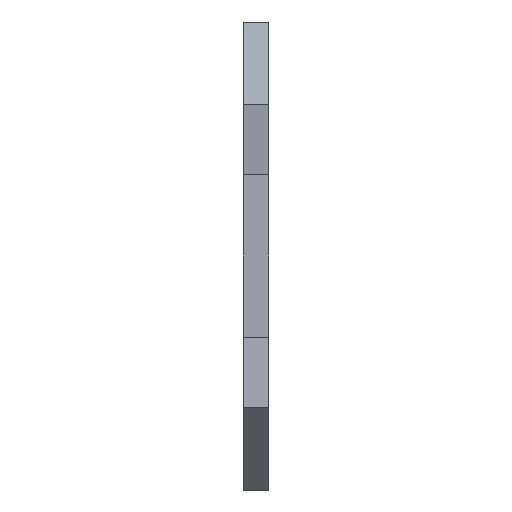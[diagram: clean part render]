
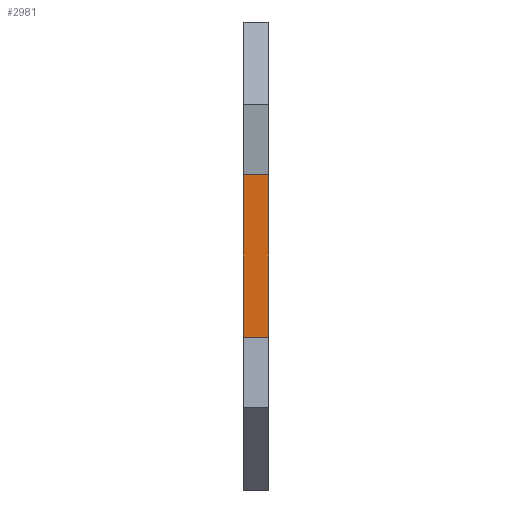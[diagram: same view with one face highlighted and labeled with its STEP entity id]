
A CAD part, left-side view. The second image highlights one B-rep face of the part: STEP entity #2981.
In plain terms, the highlighted planar face has unit normal (-1, 0, 0).
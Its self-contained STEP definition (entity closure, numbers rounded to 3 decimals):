
#63 = VECTOR ( 'NONE', #463, 1000. ) ;
#81 = EDGE_CURVE ( 'NONE', #853, #1934, #1999, .T. ) ;
#127 = CARTESIAN_POINT ( 'NONE',  ( -35., 4., -12.5 ) ) ;
#141 = LINE ( 'NONE', #1579, #2001 ) ;
#149 = ORIENTED_EDGE ( 'NONE', *, *, #81, .F. ) ;
#151 = DIRECTION ( 'NONE',  ( 0., 0., -1. ) ) ;
#228 = CARTESIAN_POINT ( 'NONE',  ( -35., 4., 12.5 ) ) ;
#263 = LINE ( 'NONE', #988, #63 ) ;
#285 = AXIS2_PLACEMENT_3D ( 'NONE', #1407, #2921, #151 ) ;
#314 = DIRECTION ( 'NONE',  ( 0., 0., 1. ) ) ;
#332 = ORIENTED_EDGE ( 'NONE', *, *, #1555, .T. ) ;
#417 = LINE ( 'NONE', #2541, #1833 ) ;
#463 = DIRECTION ( 'NONE',  ( 0., -1., 0. ) ) ;
#853 = VERTEX_POINT ( 'NONE', #127 ) ;
#964 = VECTOR ( 'NONE', #1610, 1000. ) ;
#988 = CARTESIAN_POINT ( 'NONE',  ( -35., 4., -12.5 ) ) ;
#1288 = VERTEX_POINT ( 'NONE', #1385 ) ;
#1385 = CARTESIAN_POINT ( 'NONE',  ( -35., 0., -12.5 ) ) ;
#1407 = CARTESIAN_POINT ( 'NONE',  ( -35., 4., 12.5 ) ) ;
#1444 = VERTEX_POINT ( 'NONE', #3217 ) ;
#1555 = EDGE_CURVE ( 'NONE', #1288, #1444, #141, .T. ) ;
#1579 = CARTESIAN_POINT ( 'NONE',  ( -35., 0., 12.5 ) ) ;
#1610 = DIRECTION ( 'NONE',  ( 0., 0., 1. ) ) ;
#1640 = PLANE ( 'NONE',  #285 ) ;
#1698 = ORIENTED_EDGE ( 'NONE', *, *, #2102, .F. ) ;
#1766 = DIRECTION ( 'NONE',  ( 0., -1., 0. ) ) ;
#1777 = EDGE_LOOP ( 'NONE', ( #332, #1698, #149, #2709 ) ) ;
#1833 = VECTOR ( 'NONE', #1766, 1000. ) ;
#1902 = EDGE_CURVE ( 'NONE', #853, #1288, #263, .T. ) ;
#1934 = VERTEX_POINT ( 'NONE', #228 ) ;
#1999 = LINE ( 'NONE', #2127, #964 ) ;
#2001 = VECTOR ( 'NONE', #314, 1000. ) ;
#2102 = EDGE_CURVE ( 'NONE', #1934, #1444, #417, .T. ) ;
#2127 = CARTESIAN_POINT ( 'NONE',  ( -35., 4., 12.5 ) ) ;
#2541 = CARTESIAN_POINT ( 'NONE',  ( -35., 4., 12.5 ) ) ;
#2709 = ORIENTED_EDGE ( 'NONE', *, *, #1902, .T. ) ;
#2796 = FACE_OUTER_BOUND ( 'NONE', #1777, .T. ) ;
#2921 = DIRECTION ( 'NONE',  ( 1., 0., 0. ) ) ;
#2981 = ADVANCED_FACE ( 'NONE', ( #2796 ), #1640, .F. ) ;
#3217 = CARTESIAN_POINT ( 'NONE',  ( -35., 0., 12.5 ) ) ;
